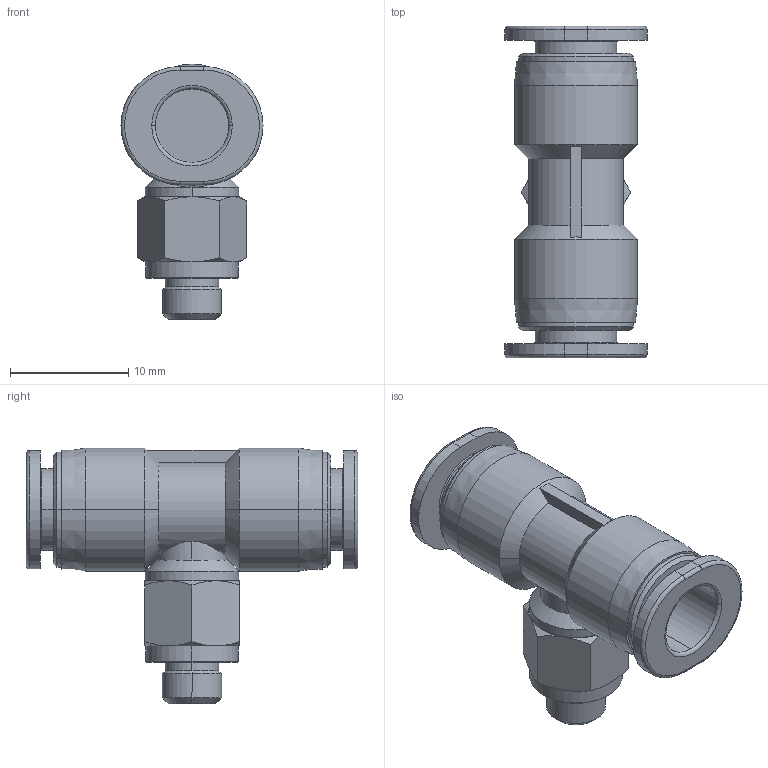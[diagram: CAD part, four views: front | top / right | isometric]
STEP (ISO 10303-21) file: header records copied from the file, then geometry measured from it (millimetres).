
FILE_DESCRIPTION((''),'2;1');
FILE_NAME('PT06M5C-mdt.stp','2017-07-24T16:59:02',(''),(''),'Mechanical Desktop 2009','Mechanical Desktop 2009',', , ');
FILE_SCHEMA(('CONFIG_CONTROL_DESIGN'));
Length unit declared in the file: millimetre
Products named in the file (4): PT06M5C-MDTA; PT06M5C-MDT; COLLAR-L06C; NLM5C
Assembly tree (4 placements, depth 2):
  PT06M5C-MDTA
    PT06M5C-MDT
    COLLAR-L06C  x2
    NLM5C
Bounding box: 12 x 28 x 21.6 mm (x, y, z)
Volume: 1851.9 mm3; surface area: 2061.9 mm2
Topology: 1 solids, 1 shells, 112 faces, 247 edges, 149 vertices
Faces by surface type: cylinder 38, cone 32, plane 28, torus 8, bspline 6
Entity records: 3517 total; most frequent: CARTESIAN_POINT 923, DIRECTION 566, ORIENTED_EDGE 494, EDGE_CURVE 247, AXIS2_PLACEMENT_3D 244, VERTEX_POINT 149, CIRCLE 133, EDGE_LOOP 124
